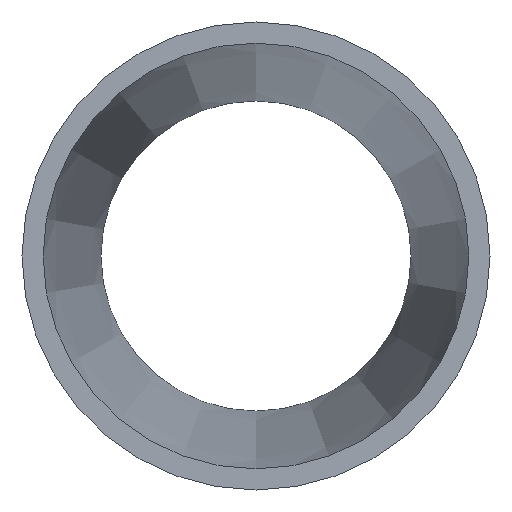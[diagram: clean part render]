
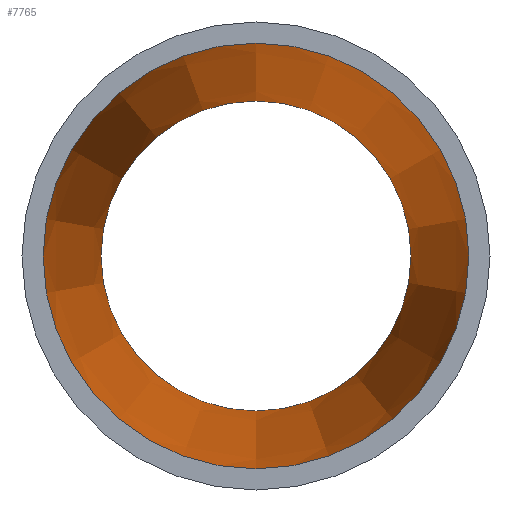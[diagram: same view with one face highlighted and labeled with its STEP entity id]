
A CAD part, front view. The second image highlights one B-rep face of the part: STEP entity #7765.
In plain terms, the highlighted conical face has half-angle 4.912 degrees and reference radius 20.243 mm.
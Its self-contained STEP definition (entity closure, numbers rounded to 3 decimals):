
#231 = CARTESIAN_POINT ( 'NONE',  ( 0., 64., 0. ) ) ;
#1420 = EDGE_CURVE ( 'NONE', #2995, #2995, #18424, .T. ) ;
#1487 = VERTEX_POINT ( 'NONE', #20984 ) ;
#1695 = CARTESIAN_POINT ( 'NONE',  ( 0., 0., -20.243 ) ) ;
#2045 = DIRECTION ( 'NONE',  ( 0., 0., -1. ) ) ;
#2156 = ORIENTED_EDGE ( 'NONE', *, *, #9194, .F. ) ;
#2349 = DIRECTION ( 'NONE',  ( 0., -1., 0. ) ) ;
#2904 = DIRECTION ( 'NONE',  ( 0., 0., -1. ) ) ;
#2995 = VERTEX_POINT ( 'NONE', #1695 ) ;
#4720 = FACE_OUTER_BOUND ( 'NONE', #16721, .T. ) ;
#5154 = CONICAL_SURFACE ( 'NONE', #17145, 20.243, 0.086 ) ;
#7211 = CARTESIAN_POINT ( 'NONE',  ( 0., 0., 0. ) ) ;
#7765 = ADVANCED_FACE ( 'NONE', ( #17371, #4720 ), #5154, .F. ) ;
#8170 = DIRECTION ( 'NONE',  ( 0., -1., 0. ) ) ;
#8616 = DIRECTION ( 'NONE',  ( 0., -1., 0. ) ) ;
#9194 = EDGE_CURVE ( 'NONE', #1487, #1487, #10496, .T. ) ;
#9570 = CARTESIAN_POINT ( 'NONE',  ( 0., 0., 0. ) ) ;
#10496 = CIRCLE ( 'NONE', #15962, 14.743 ) ;
#10882 = ORIENTED_EDGE ( 'NONE', *, *, #1420, .T. ) ;
#13945 = DIRECTION ( 'NONE',  ( 0., 0., -1. ) ) ;
#14930 = EDGE_LOOP ( 'NONE', ( #2156 ) ) ;
#15962 = AXIS2_PLACEMENT_3D ( 'NONE', #231, #8616, #2045 ) ;
#16721 = EDGE_LOOP ( 'NONE', ( #10882 ) ) ;
#17145 = AXIS2_PLACEMENT_3D ( 'NONE', #9570, #8170, #2904 ) ;
#17371 = FACE_BOUND ( 'NONE', #14930, .T. ) ;
#18424 = CIRCLE ( 'NONE', #21170, 20.243 ) ;
#20984 = CARTESIAN_POINT ( 'NONE',  ( 0., 64., -14.743 ) ) ;
#21170 = AXIS2_PLACEMENT_3D ( 'NONE', #7211, #2349, #13945 ) ;
